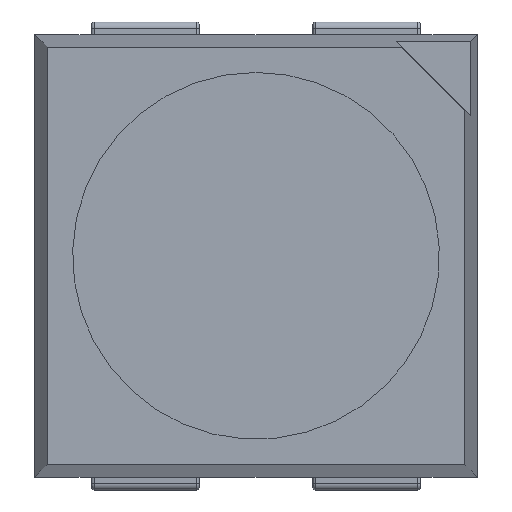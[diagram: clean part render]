
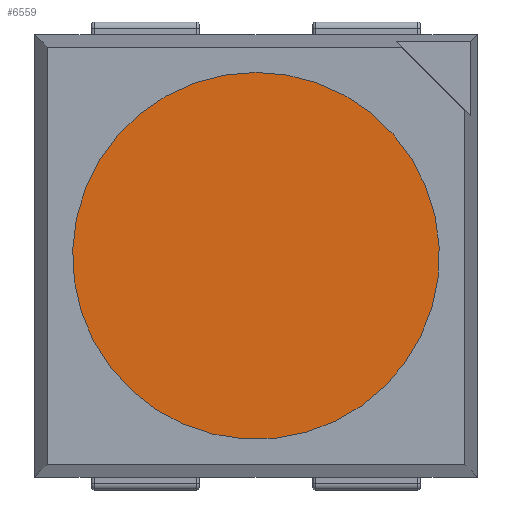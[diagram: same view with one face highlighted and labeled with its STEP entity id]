
A CAD part, top view. The second image highlights one B-rep face of the part: STEP entity #6559.
In plain terms, the highlighted planar face has unit normal (0, 0, 1).
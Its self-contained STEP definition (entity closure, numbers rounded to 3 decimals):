
#5063 = EDGE_CURVE('',#5064,#5066,#5068,.T.);
#5064 = VERTEX_POINT('',#5065);
#5065 = CARTESIAN_POINT('',(0.151,-1.442,1.));
#5066 = VERTEX_POINT('',#5067);
#5067 = CARTESIAN_POINT('',(0.,1.45,1.));
#5068 = CIRCLE('',#5069,1.45);
#5069 = AXIS2_PLACEMENT_3D('',#5070,#5071,#5072);
#5070 = CARTESIAN_POINT('',(0.,0.,1.));
#5071 = DIRECTION('',(0.,-0.,1.));
#5072 = DIRECTION('',(0.,1.,0.));
#5074 = EDGE_CURVE('',#5066,#5064,#5075,.T.);
#5075 = CIRCLE('',#5076,1.45);
#5076 = AXIS2_PLACEMENT_3D('',#5077,#5078,#5079);
#5077 = CARTESIAN_POINT('',(0.,0.,1.));
#5078 = DIRECTION('',(0.,-0.,1.));
#5079 = DIRECTION('',(0.,1.,0.));
#6559 = ADVANCED_FACE('',(#6560),#6564,.T.);
#6560 = FACE_BOUND('',#6561,.T.);
#6561 = EDGE_LOOP('',(#6562,#6563));
#6562 = ORIENTED_EDGE('',*,*,#5074,.T.);
#6563 = ORIENTED_EDGE('',*,*,#5063,.T.);
#6564 = PLANE('',#6565);
#6565 = AXIS2_PLACEMENT_3D('',#6566,#6567,#6568);
#6566 = CARTESIAN_POINT('',(0.,0.,1.));
#6567 = DIRECTION('',(0.,0.,1.));
#6568 = DIRECTION('',(0.,1.,0.));
